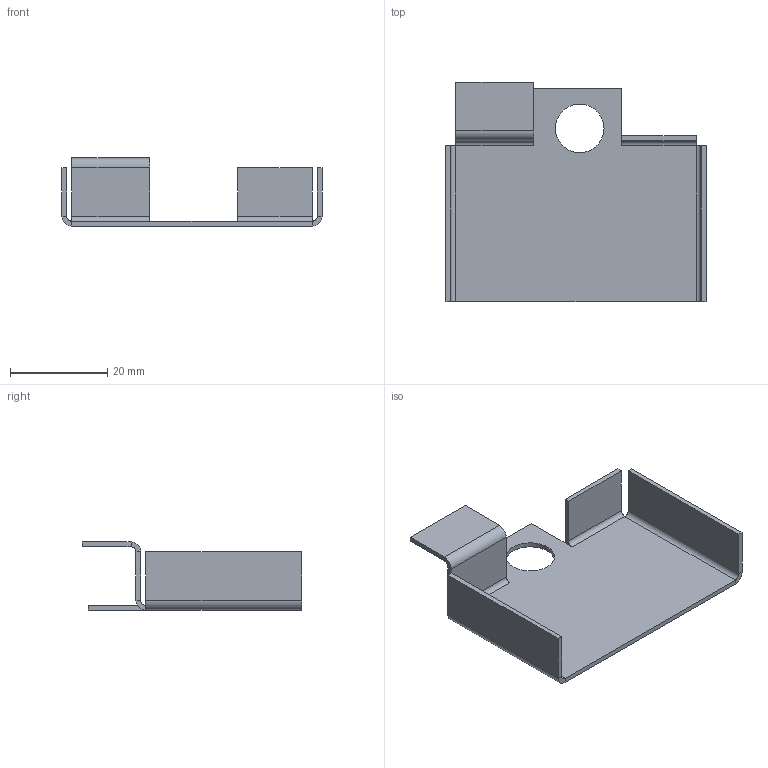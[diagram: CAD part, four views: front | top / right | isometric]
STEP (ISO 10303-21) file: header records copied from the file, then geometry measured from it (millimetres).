
FILE_DESCRIPTION(('FreeCAD Model'),'2;1');
FILE_NAME('Open CASCADE Shape Model','2024-04-04T19:02:03',(''),(''), 'Open CASCADE STEP processor 7.6','FreeCAD','Unknown');
FILE_SCHEMA(('AUTOMOTIVE_DESIGN { 1 0 10303 214 1 1 1 1 }'));
Length unit declared in the file: millimetre
Products named in the file (1): Body
Bounding box: 53.42 x 45.04 x 14 mm (x, y, z)
Volume: 3095.3 mm3; surface area: 6527.3 mm2
Topology: 1 solids, 1 shells, 51 faces, 109 edges, 60 vertices
Faces by surface type: plane 40, cylinder 11
Full cylindrical faces by diameter (mm): 10 x1
Entity records: 1349 total; most frequent: DIRECTION 237, CARTESIAN_POINT 221, ORIENTED_EDGE 218, EDGE_CURVE 109, LINE 85, VECTOR 85, AXIS2_PLACEMENT_3D 76, VERTEX_POINT 60
